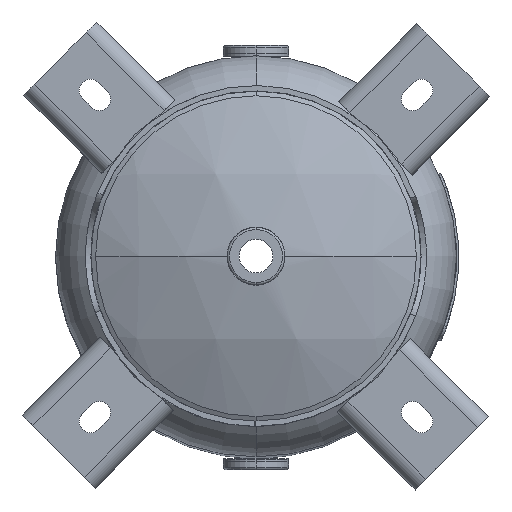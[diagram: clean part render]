
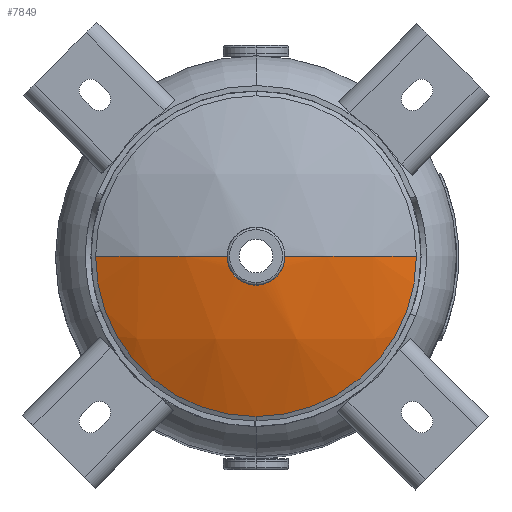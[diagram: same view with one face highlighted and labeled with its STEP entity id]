
A CAD part, top view. The second image highlights one B-rep face of the part: STEP entity #7849.
In plain terms, the highlighted spherical face has radius 228.6 mm.
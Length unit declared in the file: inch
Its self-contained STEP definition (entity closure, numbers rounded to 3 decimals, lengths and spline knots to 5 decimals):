
#263 = AXIS2_PLACEMENT_3D ( 'NONE', #510, #517, #518 ) ;
#510 = CARTESIAN_POINT ( 'NONE',  ( 0., 0., 6. ) ) ;
#511 = FACE_OUTER_BOUND ( 'NONE', #3309, .T. ) ;
#514 = SPHERICAL_SURFACE ( 'NONE', #263, 9. ) ;
#517 = DIRECTION ( 'NONE',  ( 0., -1., 0. ) ) ;
#518 = DIRECTION ( 'NONE',  ( 1., 0., 0. ) ) ;
#1204 = ORIENTED_EDGE ( 'NONE', *, *, #7008, .F. ) ;
#1232 = ORIENTED_EDGE ( 'NONE', *, *, #7009, .F. ) ;
#1263 = ORIENTED_EDGE ( 'NONE', *, *, #6966, .F. ) ;
#1296 = VERTEX_POINT ( 'NONE', #6673 ) ;
#1324 = VERTEX_POINT ( 'NONE', #6686 ) ;
#1361 = VERTEX_POINT ( 'NONE', #6716 ) ;
#1397 = VERTEX_POINT ( 'NONE', #6738 ) ;
#1468 = CARTESIAN_POINT ( 'NONE',  ( 0., 0., 14.98021 ) ) ;
#1469 = DIRECTION ( 'NONE',  ( 0., 0., 1. ) ) ;
#1470 = DIRECTION ( 'NONE',  ( -1., 0., 0. ) ) ;
#1533 = CARTESIAN_POINT ( 'NONE',  ( 0., 0., 6. ) ) ;
#1534 = DIRECTION ( 'NONE',  ( 0., -1., 0. ) ) ;
#1535 = DIRECTION ( 'NONE',  ( 1., 0., 0. ) ) ;
#1627 = CARTESIAN_POINT ( 'NONE',  ( 0., 0., 14.06226 ) ) ;
#1628 = DIRECTION ( 'NONE',  ( 0., 0., -1. ) ) ;
#1629 = DIRECTION ( 'NONE',  ( 0., 1., 0. ) ) ;
#2912 = CARTESIAN_POINT ( 'NONE',  ( 4., 0., 14.06226 ) ) ;
#3017 = CIRCLE ( 'NONE', #3042, 9. ) ;
#3042 = AXIS2_PLACEMENT_3D ( 'NONE', #6306, #6307, #6308 ) ;
#3083 = CIRCLE ( 'NONE', #3114, 4. ) ;
#3114 = AXIS2_PLACEMENT_3D ( 'NONE', #6311, #6312, #6313 ) ;
#3309 = EDGE_LOOP ( 'NONE', ( #1263, #7783, #1232, #3405, #1204 ) ) ;
#3405 = ORIENTED_EDGE ( 'NONE', *, *, #6987, .F. ) ;
#6306 = CARTESIAN_POINT ( 'NONE',  ( 0., 0., 6. ) ) ;
#6307 = DIRECTION ( 'NONE',  ( 0., 1., 0. ) ) ;
#6308 = DIRECTION ( 'NONE',  ( 0., 0., 1. ) ) ;
#6311 = CARTESIAN_POINT ( 'NONE',  ( 0., 0., 14.06226 ) ) ;
#6312 = DIRECTION ( 'NONE',  ( 0., 0., -1. ) ) ;
#6313 = DIRECTION ( 'NONE',  ( 0., 1., 0. ) ) ;
#6673 = CARTESIAN_POINT ( 'NONE',  ( 0.5965, 0., 14.98021 ) ) ;
#6686 = CARTESIAN_POINT ( 'NONE',  ( -4., 0., 14.06226 ) ) ;
#6716 = CARTESIAN_POINT ( 'NONE',  ( -0.5965, 0., 14.98021 ) ) ;
#6738 = CARTESIAN_POINT ( 'NONE',  ( 0., -4., 14.06226 ) ) ;
#6966 = EDGE_CURVE ( 'NONE', #1361, #1296, #8785, .T. ) ;
#6972 = EDGE_CURVE ( 'NONE', #1361, #1324, #8717, .T. ) ;
#6987 = EDGE_CURVE ( 'NONE', #8233, #1397, #8755, .T. ) ;
#7008 = EDGE_CURVE ( 'NONE', #1296, #8233, #3017, .T. ) ;
#7009 = EDGE_CURVE ( 'NONE', #1397, #1324, #3083, .T. ) ;
#7783 = ORIENTED_EDGE ( 'NONE', *, *, #6972, .T. ) ;
#7849 = ADVANCED_FACE ( 'NONE', ( #511 ), #514, .T. ) ;
#8233 = VERTEX_POINT ( 'NONE', #2912 ) ;
#8694 = AXIS2_PLACEMENT_3D ( 'NONE', #1468, #1469, #1470 ) ;
#8715 = AXIS2_PLACEMENT_3D ( 'NONE', #1627, #1628, #1629 ) ;
#8717 = CIRCLE ( 'NONE', #8736, 9. ) ;
#8736 = AXIS2_PLACEMENT_3D ( 'NONE', #1533, #1534, #1535 ) ;
#8755 = CIRCLE ( 'NONE', #8715, 4. ) ;
#8785 = CIRCLE ( 'NONE', #8694, 0.5965 ) ;
